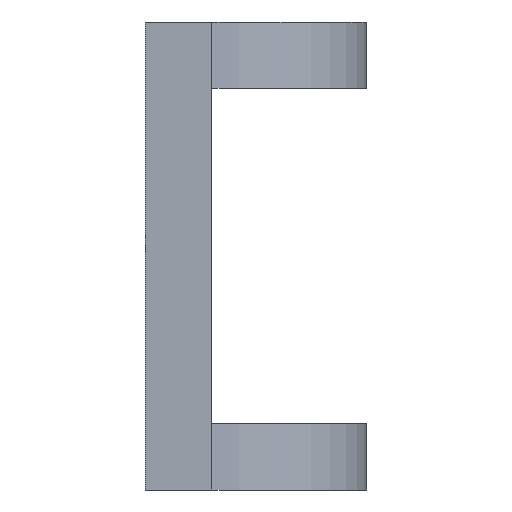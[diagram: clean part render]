
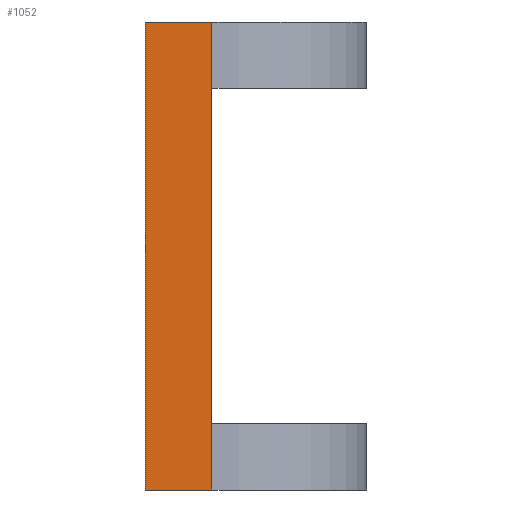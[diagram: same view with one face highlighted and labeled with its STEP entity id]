
A CAD part, left-side view. The second image highlights one B-rep face of the part: STEP entity #1052.
In plain terms, the highlighted planar face has unit normal (-1, 0, 0).
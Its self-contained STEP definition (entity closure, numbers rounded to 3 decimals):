
#27=PLANE('',#1128);
#60=FACE_OUTER_BOUND('',#116,.T.);
#116=EDGE_LOOP('',(#719,#720,#721,#722,#723,#724));
#184=LINE('',#1572,#290);
#185=LINE('',#1575,#291);
#186=LINE('',#1577,#292);
#187=LINE('',#1579,#293);
#188=LINE('',#1581,#294);
#189=LINE('',#1582,#295);
#290=VECTOR('',#1250,10.);
#291=VECTOR('',#1253,10.);
#292=VECTOR('',#1254,10.);
#293=VECTOR('',#1255,10.);
#294=VECTOR('',#1256,10.);
#295=VECTOR('',#1257,10.);
#449=VERTEX_POINT('',#1565);
#452=VERTEX_POINT('',#1570);
#453=VERTEX_POINT('',#1574);
#454=VERTEX_POINT('',#1576);
#455=VERTEX_POINT('',#1578);
#456=VERTEX_POINT('',#1580);
#558=EDGE_CURVE('',#452,#449,#184,.T.);
#559=EDGE_CURVE('',#452,#453,#185,.T.);
#560=EDGE_CURVE('',#454,#453,#186,.T.);
#561=EDGE_CURVE('',#455,#454,#187,.T.);
#562=EDGE_CURVE('',#456,#455,#188,.T.);
#563=EDGE_CURVE('',#456,#449,#189,.T.);
#719=ORIENTED_EDGE('',*,*,#558,.F.);
#720=ORIENTED_EDGE('',*,*,#559,.T.);
#721=ORIENTED_EDGE('',*,*,#560,.F.);
#722=ORIENTED_EDGE('',*,*,#561,.F.);
#723=ORIENTED_EDGE('',*,*,#562,.F.);
#724=ORIENTED_EDGE('',*,*,#563,.T.);
#1052=ADVANCED_FACE('',(#60),#27,.T.);
#1128=AXIS2_PLACEMENT_3D('',#1573,#1251,#1252);
#1250=DIRECTION('',(0.,0.,-1.));
#1251=DIRECTION('center_axis',(-1.,0.,0.));
#1252=DIRECTION('ref_axis',(0.,-1.,0.));
#1253=DIRECTION('',(0.,0.,1.));
#1254=DIRECTION('',(0.,0.,-1.));
#1255=DIRECTION('',(0.,-1.,0.));
#1256=DIRECTION('',(0.,0.,1.));
#1257=DIRECTION('',(0.,-1.,0.));
#1565=CARTESIAN_POINT('',(7.975,69.2,0.));
#1570=CARTESIAN_POINT('',(7.975,69.2,1.8));
#1572=CARTESIAN_POINT('',(7.975,69.2,0.));
#1573=CARTESIAN_POINT('Origin',(7.975,71.,0.));
#1574=CARTESIAN_POINT('',(7.975,69.2,10.9));
#1575=CARTESIAN_POINT('',(7.975,69.2,5.45));
#1576=CARTESIAN_POINT('',(7.975,69.2,12.7));
#1577=CARTESIAN_POINT('',(7.975,69.2,0.));
#1578=CARTESIAN_POINT('',(7.975,71.,12.7));
#1579=CARTESIAN_POINT('',(7.975,71.,12.7));
#1580=CARTESIAN_POINT('',(7.975,71.,0.));
#1581=CARTESIAN_POINT('',(7.975,71.,0.));
#1582=CARTESIAN_POINT('',(7.975,71.,0.));
